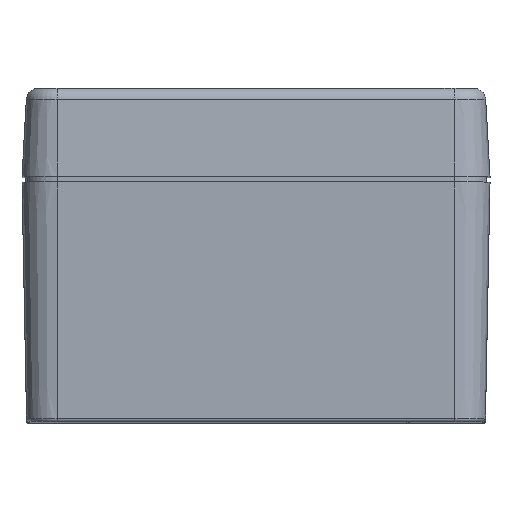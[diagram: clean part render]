
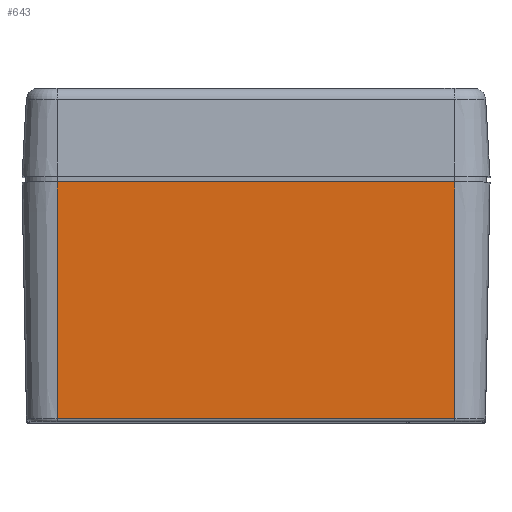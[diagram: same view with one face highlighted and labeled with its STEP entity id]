
A CAD part, top view. The second image highlights one B-rep face of the part: STEP entity #643.
In plain terms, the highlighted planar face has unit normal (0, -0.019, 1).
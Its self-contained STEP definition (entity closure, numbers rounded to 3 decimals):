
#643 = ADVANCED_FACE( '', ( #1766 ), #1767, .T. );
#1766 = FACE_OUTER_BOUND( '', #4216, .T. );
#1767 = PLANE( '', #4217 );
#4216 = EDGE_LOOP( '', ( #8084, #8085, #8086, #8087 ) );
#4217 = AXIS2_PLACEMENT_3D( '', #8088, #8089, #8090 );
#8084 = ORIENTED_EDGE( '', *, *, #15502, .F. );
#8085 = ORIENTED_EDGE( '', *, *, #15503, .F. );
#8086 = ORIENTED_EDGE( '', *, *, #15504, .T. );
#8087 = ORIENTED_EDGE( '', *, *, #15505, .F. );
#8088 = CARTESIAN_POINT( '', ( -34., 41., 87.5 ) );
#8089 = DIRECTION( '', ( 0., -0.019, 1. ) );
#8090 = DIRECTION( '', ( -1., 0., 0. ) );
#15502 = EDGE_CURVE( '', #18452, #18453, #18454, .T. );
#15503 = EDGE_CURVE( '', #18455, #18452, #18456, .T. );
#15504 = EDGE_CURVE( '', #18455, #18457, #18458, .T. );
#15505 = EDGE_CURVE( '', #18453, #18457, #18459, .T. );
#18452 = VERTEX_POINT( '', #23611 );
#18453 = VERTEX_POINT( '', #23612 );
#18454 = LINE( '', #23613, #23614 );
#18455 = VERTEX_POINT( '', #23615 );
#18456 = LINE( '', #23616, #23617 );
#18457 = VERTEX_POINT( '', #23618 );
#18458 = LINE( '', #23619, #23620 );
#18459 = LINE( '', #23621, #23622 );
#23611 = CARTESIAN_POINT( '', ( 34., 41., 87.5 ) );
#23612 = CARTESIAN_POINT( '', ( 34., 0.49, 86.722 ) );
#23613 = CARTESIAN_POINT( '', ( 34., 41., 87.5 ) );
#23614 = VECTOR( '', #30452, 1000. );
#23615 = CARTESIAN_POINT( '', ( -34., 41., 87.5 ) );
#23616 = CARTESIAN_POINT( '', ( -34., 41., 87.5 ) );
#23617 = VECTOR( '', #30453, 1000. );
#23618 = CARTESIAN_POINT( '', ( -34., 0.49, 86.722 ) );
#23619 = CARTESIAN_POINT( '', ( -34., 41., 87.5 ) );
#23620 = VECTOR( '', #30454, 1000. );
#23621 = CARTESIAN_POINT( '', ( 34., 0.49, 86.722 ) );
#23622 = VECTOR( '', #30455, 1000. );
#30452 = DIRECTION( '', ( 0., -1., -0.019 ) );
#30453 = DIRECTION( '', ( 1., 0., 0. ) );
#30454 = DIRECTION( '', ( 0., -1., -0.019 ) );
#30455 = DIRECTION( '', ( -1., 0., 0. ) );
